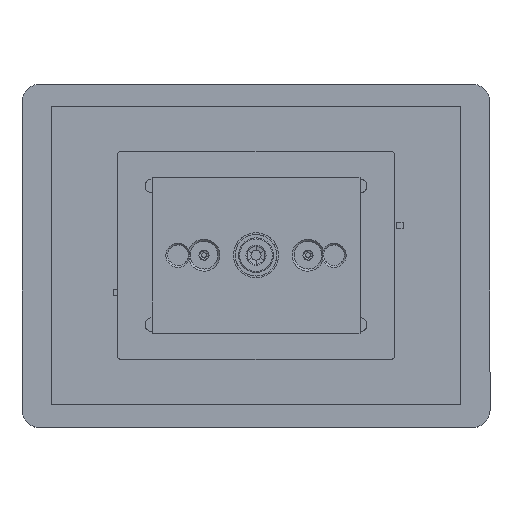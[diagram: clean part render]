
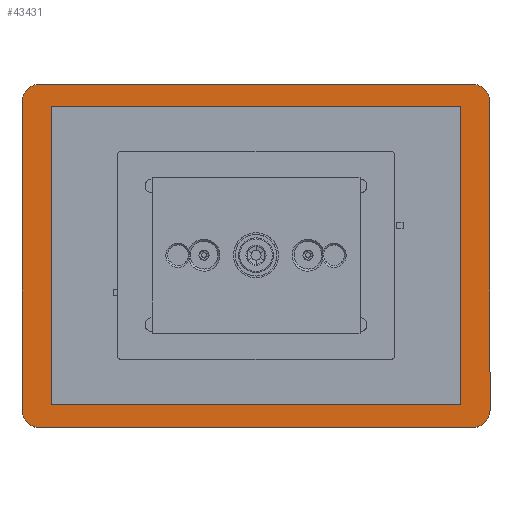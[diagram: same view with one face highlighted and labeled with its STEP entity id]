
A CAD part, top view. The second image highlights one B-rep face of the part: STEP entity #43431.
In plain terms, the highlighted planar face has unit normal (0, 0, 1).
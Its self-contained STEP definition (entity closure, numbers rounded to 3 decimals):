
#2384=CIRCLE('',#46693,2.);
#2385=CIRCLE('',#46694,2.);
#2386=CIRCLE('',#46695,2.);
#2387=CIRCLE('',#46696,2.);
#2388=CIRCLE('',#46697,1.621);
#2389=CIRCLE('',#46698,1.621);
#2390=CIRCLE('',#46699,5.);
#2391=CIRCLE('',#46700,5.);
#2392=CIRCLE('',#46701,5.);
#2393=CIRCLE('',#46702,5.);
#11910=ORIENTED_EDGE('',*,*,#17169,.F.);
#11911=ORIENTED_EDGE('',*,*,#17170,.F.);
#11912=ORIENTED_EDGE('',*,*,#17171,.F.);
#11913=ORIENTED_EDGE('',*,*,#17172,.F.);
#11914=ORIENTED_EDGE('',*,*,#17173,.F.);
#11915=ORIENTED_EDGE('',*,*,#17174,.F.);
#11916=ORIENTED_EDGE('',*,*,#17167,.T.);
#11917=ORIENTED_EDGE('',*,*,#17175,.T.);
#11918=ORIENTED_EDGE('',*,*,#17157,.T.);
#11919=ORIENTED_EDGE('',*,*,#17176,.T.);
#11920=ORIENTED_EDGE('',*,*,#17161,.T.);
#11921=ORIENTED_EDGE('',*,*,#17177,.T.);
#11922=ORIENTED_EDGE('',*,*,#17164,.T.);
#11923=ORIENTED_EDGE('',*,*,#17178,.T.);
#17157=EDGE_CURVE('',#20593,#20594,#24216,.T.);
#17161=EDGE_CURVE('',#20596,#20595,#24220,.T.);
#17164=EDGE_CURVE('',#20598,#20597,#24223,.T.);
#17167=EDGE_CURVE('',#20600,#20599,#24226,.T.);
#17169=EDGE_CURVE('',#20601,#20601,#2384,.T.);
#17170=EDGE_CURVE('',#20602,#20602,#2385,.T.);
#17171=EDGE_CURVE('',#20603,#20603,#2386,.T.);
#17172=EDGE_CURVE('',#20604,#20604,#2387,.T.);
#17173=EDGE_CURVE('',#20605,#20605,#2388,.T.);
#17174=EDGE_CURVE('',#20606,#20606,#2389,.T.);
#17175=EDGE_CURVE('',#20599,#20593,#2390,.T.);
#17176=EDGE_CURVE('',#20594,#20596,#2391,.T.);
#17177=EDGE_CURVE('',#20595,#20598,#2392,.T.);
#17178=EDGE_CURVE('',#20597,#20600,#2393,.T.);
#20593=VERTEX_POINT('',#70272);
#20594=VERTEX_POINT('',#70273);
#20595=VERTEX_POINT('',#70278);
#20596=VERTEX_POINT('',#70280);
#20597=VERTEX_POINT('',#70284);
#20598=VERTEX_POINT('',#70286);
#20599=VERTEX_POINT('',#70290);
#20600=VERTEX_POINT('',#70292);
#20601=VERTEX_POINT('',#70296);
#20602=VERTEX_POINT('',#70298);
#20603=VERTEX_POINT('',#70300);
#20604=VERTEX_POINT('',#70302);
#20605=VERTEX_POINT('',#70304);
#20606=VERTEX_POINT('',#70306);
#24216=LINE('',#70271,#27743);
#24220=LINE('',#70279,#27747);
#24223=LINE('',#70285,#27750);
#24226=LINE('',#70291,#27753);
#27743=VECTOR('',#56233,1000.);
#27747=VECTOR('',#56239,1000.);
#27750=VECTOR('',#56244,1000.);
#27753=VECTOR('',#56249,1000.);
#30256=EDGE_LOOP('',(#11910));
#30257=EDGE_LOOP('',(#11911));
#30258=EDGE_LOOP('',(#11912));
#30259=EDGE_LOOP('',(#11913));
#30260=EDGE_LOOP('',(#11914));
#30261=EDGE_LOOP('',(#11915));
#30262=EDGE_LOOP('',(#11916,#11917,#11918,#11919,#11920,#11921,#11922,#11923));
#32946=FACE_BOUND('',#30256,.T.);
#32947=FACE_BOUND('',#30257,.T.);
#32948=FACE_BOUND('',#30258,.T.);
#32949=FACE_BOUND('',#30259,.T.);
#32950=FACE_BOUND('',#30260,.T.);
#32951=FACE_BOUND('',#30261,.T.);
#32952=FACE_BOUND('',#30262,.T.);
#34763=PLANE('',#46692);
#43431=ADVANCED_FACE('',(#32946,#32947,#32948,#32949,#32950,#32951,#32952),
#34763,.T.);
#46692=AXIS2_PLACEMENT_3D('',#70294,#56251,#56252);
#46693=AXIS2_PLACEMENT_3D('',#70295,#56253,#56254);
#46694=AXIS2_PLACEMENT_3D('',#70297,#56255,#56256);
#46695=AXIS2_PLACEMENT_3D('',#70299,#56257,#56258);
#46696=AXIS2_PLACEMENT_3D('',#70301,#56259,#56260);
#46697=AXIS2_PLACEMENT_3D('',#70303,#56261,#56262);
#46698=AXIS2_PLACEMENT_3D('',#70305,#56263,#56264);
#46699=AXIS2_PLACEMENT_3D('',#70307,#56265,#56266);
#46700=AXIS2_PLACEMENT_3D('',#70308,#56267,#56268);
#46701=AXIS2_PLACEMENT_3D('',#70309,#56269,#56270);
#46702=AXIS2_PLACEMENT_3D('',#70310,#56271,#56272);
#56233=DIRECTION('',(0.,-1.,0.));
#56239=DIRECTION('',(1.,0.,0.));
#56244=DIRECTION('',(0.,1.,0.));
#56249=DIRECTION('',(-1.,0.,0.));
#56251=DIRECTION('',(0.,0.,1.));
#56252=DIRECTION('',(1.,0.,0.));
#56253=DIRECTION('',(0.,0.,1.));
#56254=DIRECTION('',(1.,0.,0.));
#56255=DIRECTION('',(0.,0.,1.));
#56256=DIRECTION('',(1.,0.,0.));
#56257=DIRECTION('',(0.,0.,1.));
#56258=DIRECTION('',(1.,0.,0.));
#56259=DIRECTION('',(0.,0.,1.));
#56260=DIRECTION('',(1.,0.,0.));
#56261=DIRECTION('',(0.,0.,1.));
#56262=DIRECTION('',(1.,0.,0.));
#56263=DIRECTION('',(0.,0.,1.));
#56264=DIRECTION('',(1.,0.,0.));
#56265=DIRECTION('',(0.,0.,1.));
#56266=DIRECTION('',(1.,0.,0.));
#56267=DIRECTION('',(0.,0.,1.));
#56268=DIRECTION('',(1.,0.,0.));
#56269=DIRECTION('',(0.,0.,1.));
#56270=DIRECTION('',(1.,0.,0.));
#56271=DIRECTION('',(0.,0.,1.));
#56272=DIRECTION('',(1.,0.,0.));
#70271=CARTESIAN_POINT('',(-67.5,49.5,20.));
#70272=CARTESIAN_POINT('',(-67.5,44.5,20.));
#70273=CARTESIAN_POINT('',(-67.5,-44.5,20.));
#70278=CARTESIAN_POINT('',(62.5,-49.5,20.));
#70279=CARTESIAN_POINT('',(-67.5,-49.5,20.));
#70280=CARTESIAN_POINT('',(-62.5,-49.5,20.));
#70284=CARTESIAN_POINT('',(67.5,44.5,20.));
#70285=CARTESIAN_POINT('',(67.5,-49.5,20.));
#70286=CARTESIAN_POINT('',(67.5,-44.5,20.));
#70290=CARTESIAN_POINT('',(-62.5,49.5,20.));
#70291=CARTESIAN_POINT('',(67.5,49.5,20.));
#70292=CARTESIAN_POINT('',(62.5,49.5,20.));
#70294=CARTESIAN_POINT('',(-67.5,-49.5,20.));
#70295=CARTESIAN_POINT('',(-23.,26.,20.));
#70296=CARTESIAN_POINT('',(-21.,26.,20.));
#70297=CARTESIAN_POINT('',(-23.,-26.,20.));
#70298=CARTESIAN_POINT('',(-21.,-26.,20.));
#70299=CARTESIAN_POINT('',(23.,-26.,20.));
#70300=CARTESIAN_POINT('',(25.,-26.,20.));
#70301=CARTESIAN_POINT('',(23.,26.,20.));
#70302=CARTESIAN_POINT('',(25.,26.,20.));
#70303=CARTESIAN_POINT('',(-20.,0.,20.));
#70304=CARTESIAN_POINT('',(-18.379,0.,20.));
#70305=CARTESIAN_POINT('',(20.,0.,20.));
#70306=CARTESIAN_POINT('',(21.621,0.,20.));
#70307=CARTESIAN_POINT('',(-62.5,44.5,20.));
#70308=CARTESIAN_POINT('',(-62.5,-44.5,20.));
#70309=CARTESIAN_POINT('',(62.5,-44.5,20.));
#70310=CARTESIAN_POINT('',(62.5,44.5,20.));
